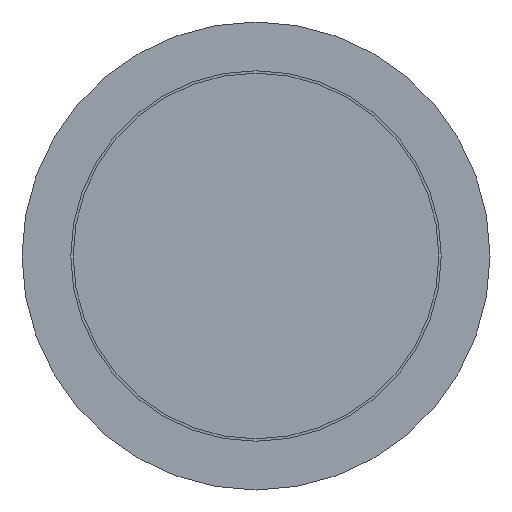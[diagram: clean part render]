
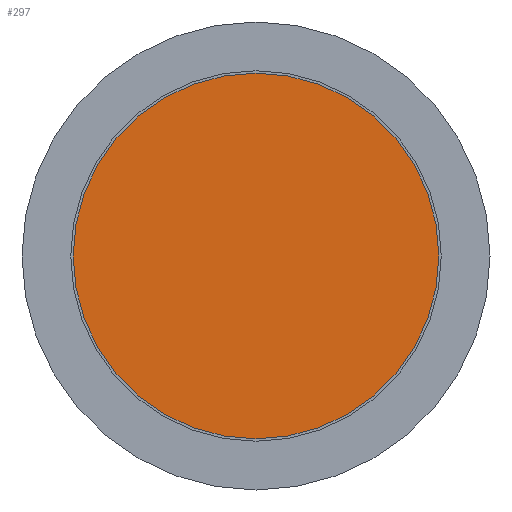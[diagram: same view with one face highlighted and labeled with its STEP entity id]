
A CAD part, front view. The second image highlights one B-rep face of the part: STEP entity #297.
In plain terms, the highlighted planar face has unit normal (0, -1, 0).
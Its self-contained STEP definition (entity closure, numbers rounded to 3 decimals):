
#21 = CIRCLE ( 'NONE', #337, 18.75 ) ;
#86 = DIRECTION ( 'NONE',  ( 0., 1., 0. ) ) ;
#92 = AXIS2_PLACEMENT_3D ( 'NONE', #136, #86, #96 ) ;
#96 = DIRECTION ( 'NONE',  ( 0., 0., 1. ) ) ;
#116 = EDGE_LOOP ( 'NONE', ( #180 ) ) ;
#117 = EDGE_CURVE ( 'NONE', #331, #331, #21, .T. ) ;
#136 = CARTESIAN_POINT ( 'NONE',  ( -18.75, 0., 0. ) ) ;
#180 = ORIENTED_EDGE ( 'NONE', *, *, #117, .T. ) ;
#215 = PLANE ( 'NONE',  #92 ) ;
#252 = DIRECTION ( 'NONE',  ( 0., 0., -1. ) ) ;
#297 = ADVANCED_FACE ( 'NONE', ( #403 ), #215, .F. ) ;
#331 = VERTEX_POINT ( 'NONE', #381 ) ;
#337 = AXIS2_PLACEMENT_3D ( 'NONE', #462, #509, #252 ) ;
#381 = CARTESIAN_POINT ( 'NONE',  ( 0., 0., -18.75 ) ) ;
#403 = FACE_OUTER_BOUND ( 'NONE', #116, .T. ) ;
#462 = CARTESIAN_POINT ( 'NONE',  ( 0., 0., 0. ) ) ;
#509 = DIRECTION ( 'NONE',  ( 0., -1., 0. ) ) ;
